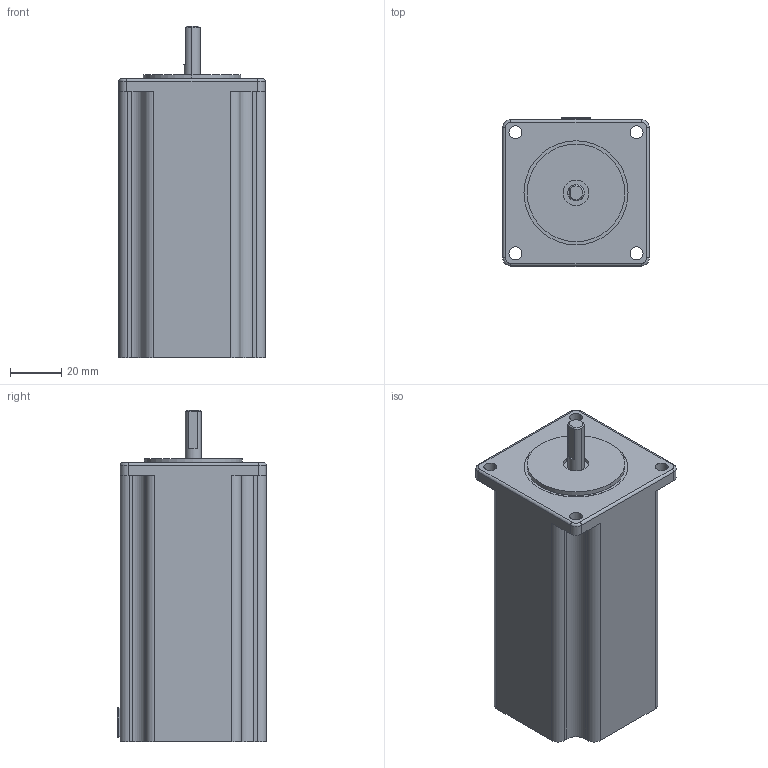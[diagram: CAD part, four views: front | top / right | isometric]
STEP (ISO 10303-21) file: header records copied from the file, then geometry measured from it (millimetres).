
FILE_DESCRIPTION (( 'STEP AP203' ), '1' );
FILE_NAME ('6627T55_Position-Control DC Motor.STEP', '2021-09-13T14:57:49', ( 'Administrator' ), ( 'Managed by Terraform' ), 'SwSTEP 2.0', 'SolidWorks 2017', '' );
FILE_SCHEMA (( 'CONFIG_CONTROL_DESIGN' ));
Length unit declared in the file: inch
Products named in the file (1): 6627T55_Position-Control DC Motor
Bounding box: 57.15 x 58.17 x 129.54 mm (x, y, z)
Volume: 316643.3 mm3; surface area: 34413.8 mm2
Topology: 2 solids, 3 shells, 114 faces, 272 edges, 174 vertices
Faces by surface type: cylinder 59, plane 42, torus 8, cone 5
Entity records: 3430 total; most frequent: DIRECTION 633, CARTESIAN_POINT 567, ORIENTED_EDGE 544, EDGE_CURVE 272, AXIS2_PLACEMENT_3D 248, VERTEX_POINT 174, VECTOR 137, LINE 137
